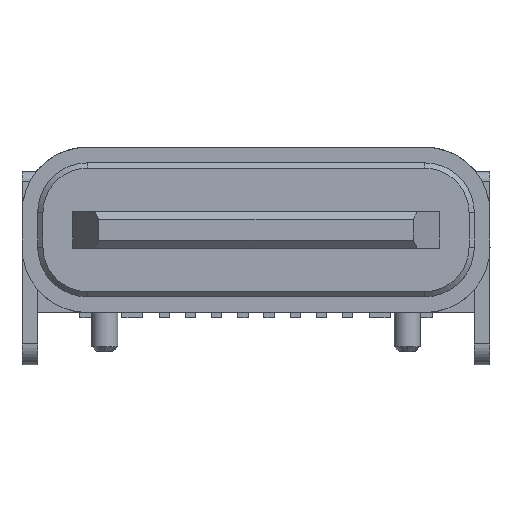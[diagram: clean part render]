
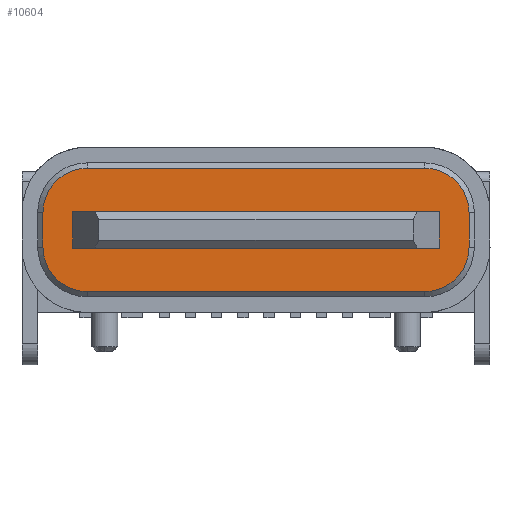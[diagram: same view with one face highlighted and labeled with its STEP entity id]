
A CAD part, front view. The second image highlights one B-rep face of the part: STEP entity #10604.
In plain terms, the highlighted planar face has unit normal (0, -1, 0).
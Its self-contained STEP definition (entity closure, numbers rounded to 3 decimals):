
#514 = VERTEX_POINT ( 'NONE', #5567 ) ;
#540 = ORIENTED_EDGE ( 'NONE', *, *, #12359, .T. ) ;
#577 = CARTESIAN_POINT ( 'NONE',  ( 3.5, 1.15, -0.35 ) ) ;
#625 = CARTESIAN_POINT ( 'NONE',  ( -3.5, 1.15, -0.35 ) ) ;
#1057 = CARTESIAN_POINT ( 'NONE',  ( -3.22, 1.15, -1.18 ) ) ;
#1152 = DIRECTION ( 'NONE',  ( 1., 0., 0. ) ) ;
#1543 = DIRECTION ( 'NONE',  ( -1., 0., 0. ) ) ;
#1644 = CARTESIAN_POINT ( 'NONE',  ( -4.07, 1.15, -0.33 ) ) ;
#1759 = EDGE_LOOP ( 'NONE', ( #16793, #540, #20256, #5028, #11311, #11030, #9199, #2357 ) ) ;
#1792 = VERTEX_POINT ( 'NONE', #8756 ) ;
#1899 = VERTEX_POINT ( 'NONE', #5228 ) ;
#2053 = EDGE_CURVE ( 'NONE', #514, #19783, #24512, .T. ) ;
#2064 = CARTESIAN_POINT ( 'NONE',  ( 3.22, 1.15, -0.33 ) ) ;
#2127 = VECTOR ( 'NONE', #4660, 1000. ) ;
#2201 = CARTESIAN_POINT ( 'NONE',  ( 3.22, 1.15, -1.18 ) ) ;
#2280 = LINE ( 'NONE', #577, #16086 ) ;
#2357 = ORIENTED_EDGE ( 'NONE', *, *, #15116, .T. ) ;
#2457 = VERTEX_POINT ( 'NONE', #1644 ) ;
#3075 = DIRECTION ( 'NONE',  ( 1., 0., 0. ) ) ;
#3628 = VERTEX_POINT ( 'NONE', #6179 ) ;
#3753 = LINE ( 'NONE', #23179, #21446 ) ;
#4020 = ORIENTED_EDGE ( 'NONE', *, *, #4786, .F. ) ;
#4131 = LINE ( 'NONE', #2201, #11416 ) ;
#4312 = CARTESIAN_POINT ( 'NONE',  ( -3.5, 1.15, 0.35 ) ) ;
#4660 = DIRECTION ( 'NONE',  ( 0., 0., -1. ) ) ;
#4681 = DIRECTION ( 'NONE',  ( -1., 0., 0. ) ) ;
#4786 = EDGE_CURVE ( 'NONE', #21253, #514, #2280, .T. ) ;
#5028 = ORIENTED_EDGE ( 'NONE', *, *, #6490, .T. ) ;
#5081 = CIRCLE ( 'NONE', #21729, 0.85 ) ;
#5221 = VECTOR ( 'NONE', #3075, 1000. ) ;
#5228 = CARTESIAN_POINT ( 'NONE',  ( -4.07, 1.15, 0.33 ) ) ;
#5505 = AXIS2_PLACEMENT_3D ( 'NONE', #2064, #10340, #20412 ) ;
#5567 = CARTESIAN_POINT ( 'NONE',  ( 3.5, 1.15, 0.35 ) ) ;
#5948 = DIRECTION ( 'NONE',  ( 1., 0., 0. ) ) ;
#6179 = CARTESIAN_POINT ( 'NONE',  ( 4.07, 1.15, -0.33 ) ) ;
#6490 = EDGE_CURVE ( 'NONE', #17068, #16082, #16414, .T. ) ;
#6762 = ORIENTED_EDGE ( 'NONE', *, *, #11241, .F. ) ;
#6941 = DIRECTION ( 'NONE',  ( 0., -1., 0. ) ) ;
#7109 = EDGE_CURVE ( 'NONE', #16082, #24349, #19375, .T. ) ;
#7238 = FACE_OUTER_BOUND ( 'NONE', #1759, .T. ) ;
#7423 = EDGE_CURVE ( 'NONE', #12927, #21253, #25223, .T. ) ;
#7986 = DIRECTION ( 'NONE',  ( 0., 0., 1. ) ) ;
#8091 = CARTESIAN_POINT ( 'NONE',  ( 3.22, 1.15, 1.18 ) ) ;
#8756 = CARTESIAN_POINT ( 'NONE',  ( 3.22, 1.15, -1.18 ) ) ;
#8890 = CARTESIAN_POINT ( 'NONE',  ( 3.5, 1.15, -0.35 ) ) ;
#9182 = PLANE ( 'NONE',  #16491 ) ;
#9199 = ORIENTED_EDGE ( 'NONE', *, *, #10346, .T. ) ;
#9646 = CIRCLE ( 'NONE', #5505, 0.85 ) ;
#9690 = CIRCLE ( 'NONE', #16799, 0.85 ) ;
#10340 = DIRECTION ( 'NONE',  ( 0., -1., 0. ) ) ;
#10346 = EDGE_CURVE ( 'NONE', #1899, #2457, #3753, .T. ) ;
#10437 = CARTESIAN_POINT ( 'NONE',  ( 4.07, 1.15, 0.33 ) ) ;
#10448 = EDGE_CURVE ( 'NONE', #12776, #1792, #4131, .T. ) ;
#10604 = ADVANCED_FACE ( 'NONE', ( #7238, #18986 ), #9182, .T. ) ;
#10988 = DIRECTION ( 'NONE',  ( 0., -1., 0. ) ) ;
#11030 = ORIENTED_EDGE ( 'NONE', *, *, #12582, .T. ) ;
#11241 = EDGE_CURVE ( 'NONE', #19783, #12927, #24624, .T. ) ;
#11311 = ORIENTED_EDGE ( 'NONE', *, *, #7109, .T. ) ;
#11416 = VECTOR ( 'NONE', #5948, 1000. ) ;
#11772 = VECTOR ( 'NONE', #4681, 1000. ) ;
#12056 = CARTESIAN_POINT ( 'NONE',  ( -3.22, 1.15, 1.18 ) ) ;
#12359 = EDGE_CURVE ( 'NONE', #1792, #3628, #9646, .T. ) ;
#12582 = EDGE_CURVE ( 'NONE', #24349, #1899, #9690, .T. ) ;
#12776 = VERTEX_POINT ( 'NONE', #1057 ) ;
#12927 = VERTEX_POINT ( 'NONE', #625 ) ;
#12941 = CARTESIAN_POINT ( 'NONE',  ( -3.22, 1.15, 0.33 ) ) ;
#13494 = LINE ( 'NONE', #17029, #20018 ) ;
#14318 = CARTESIAN_POINT ( 'NONE',  ( -3.5, 1.15, -0.35 ) ) ;
#14322 = AXIS2_PLACEMENT_3D ( 'NONE', #24920, #14877, #18798 ) ;
#14877 = DIRECTION ( 'NONE',  ( 0., -1., 0. ) ) ;
#15116 = EDGE_CURVE ( 'NONE', #2457, #12776, #5081, .T. ) ;
#15305 = DIRECTION ( 'NONE',  ( 0., 0., 1. ) ) ;
#15708 = EDGE_LOOP ( 'NONE', ( #4020, #25159, #6762, #20001 ) ) ;
#16082 = VERTEX_POINT ( 'NONE', #8091 ) ;
#16086 = VECTOR ( 'NONE', #7986, 1000. ) ;
#16414 = CIRCLE ( 'NONE', #14322, 0.85 ) ;
#16491 = AXIS2_PLACEMENT_3D ( 'NONE', #25124, #10988, #1152 ) ;
#16793 = ORIENTED_EDGE ( 'NONE', *, *, #10448, .T. ) ;
#16799 = AXIS2_PLACEMENT_3D ( 'NONE', #12941, #6941, #17000 ) ;
#17000 = DIRECTION ( 'NONE',  ( 1., 0., 0. ) ) ;
#17029 = CARTESIAN_POINT ( 'NONE',  ( 4.07, 1.15, 0.33 ) ) ;
#17068 = VERTEX_POINT ( 'NONE', #10437 ) ;
#17844 = EDGE_CURVE ( 'NONE', #3628, #17068, #13494, .T. ) ;
#18798 = DIRECTION ( 'NONE',  ( 1., 0., 0. ) ) ;
#18945 = VECTOR ( 'NONE', #1543, 1000. ) ;
#18986 = FACE_BOUND ( 'NONE', #15708, .T. ) ;
#19375 = LINE ( 'NONE', #24988, #18945 ) ;
#19783 = VERTEX_POINT ( 'NONE', #22240 ) ;
#20001 = ORIENTED_EDGE ( 'NONE', *, *, #2053, .F. ) ;
#20018 = VECTOR ( 'NONE', #15305, 1000. ) ;
#20256 = ORIENTED_EDGE ( 'NONE', *, *, #17844, .T. ) ;
#20412 = DIRECTION ( 'NONE',  ( 1., 0., 0. ) ) ;
#20455 = CARTESIAN_POINT ( 'NONE',  ( -3.22, 1.15, -0.33 ) ) ;
#20713 = DIRECTION ( 'NONE',  ( 1., 0., 0. ) ) ;
#21035 = CARTESIAN_POINT ( 'NONE',  ( -3.5, 1.15, -0.35 ) ) ;
#21253 = VERTEX_POINT ( 'NONE', #8890 ) ;
#21446 = VECTOR ( 'NONE', #25152, 1000. ) ;
#21729 = AXIS2_PLACEMENT_3D ( 'NONE', #20455, #21894, #20713 ) ;
#21894 = DIRECTION ( 'NONE',  ( 0., -1., 0. ) ) ;
#22240 = CARTESIAN_POINT ( 'NONE',  ( -3.5, 1.15, 0.35 ) ) ;
#23179 = CARTESIAN_POINT ( 'NONE',  ( -4.07, 1.15, 0.33 ) ) ;
#24349 = VERTEX_POINT ( 'NONE', #12056 ) ;
#24512 = LINE ( 'NONE', #4312, #11772 ) ;
#24624 = LINE ( 'NONE', #14318, #2127 ) ;
#24920 = CARTESIAN_POINT ( 'NONE',  ( 3.22, 1.15, 0.33 ) ) ;
#24988 = CARTESIAN_POINT ( 'NONE',  ( -3.22, 1.15, 1.18 ) ) ;
#25124 = CARTESIAN_POINT ( 'NONE',  ( 3.22, 1.15, 0.33 ) ) ;
#25152 = DIRECTION ( 'NONE',  ( 0., 0., -1. ) ) ;
#25159 = ORIENTED_EDGE ( 'NONE', *, *, #7423, .F. ) ;
#25223 = LINE ( 'NONE', #21035, #5221 ) ;
